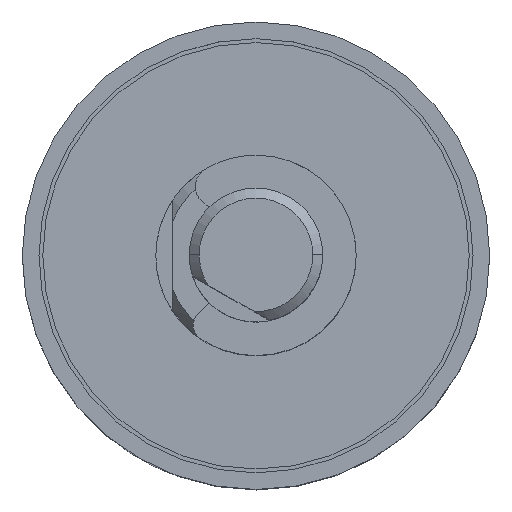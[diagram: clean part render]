
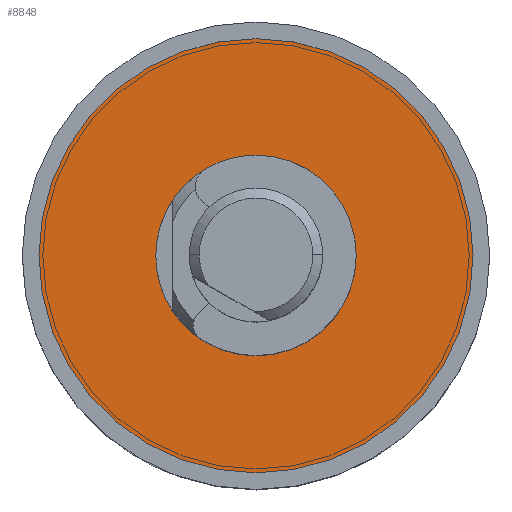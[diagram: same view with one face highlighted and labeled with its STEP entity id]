
A CAD part, top view. The second image highlights one B-rep face of the part: STEP entity #8848.
In plain terms, the highlighted planar face has unit normal (0, 0, 1).
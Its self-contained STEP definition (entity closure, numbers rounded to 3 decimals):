
#202 = CARTESIAN_POINT ( 'NONE',  ( -3., 0., 0.5 ) ) ;
#305 = DIRECTION ( 'NONE',  ( 1., 0., 0. ) ) ;
#369 = CARTESIAN_POINT ( 'NONE',  ( 0., 0., 0.5 ) ) ;
#400 = AXIS2_PLACEMENT_3D ( 'NONE', #2338, #10848, #9859 ) ;
#499 = CIRCLE ( 'NONE', #11451, 6.5 ) ;
#521 = PLANE ( 'NONE',  #400 ) ;
#2107 = EDGE_CURVE ( 'NONE', #11849, #10853, #499, .T. ) ;
#2150 = DIRECTION ( 'NONE',  ( 0., 0., -1. ) ) ;
#2338 = CARTESIAN_POINT ( 'NONE',  ( 3., 0., 0.5 ) ) ;
#2481 = EDGE_LOOP ( 'NONE', ( #4594, #7540 ) ) ;
#2803 = CARTESIAN_POINT ( 'NONE',  ( -6.5, 0., 0.5 ) ) ;
#2864 = EDGE_CURVE ( 'NONE', #10853, #11849, #8285, .T. ) ;
#3004 = CIRCLE ( 'NONE', #12110, 3. ) ;
#3032 = VERTEX_POINT ( 'NONE', #6169 ) ;
#3053 = CIRCLE ( 'NONE', #7403, 3. ) ;
#4594 = ORIENTED_EDGE ( 'NONE', *, *, #2107, .T. ) ;
#5266 = DIRECTION ( 'NONE',  ( 0., 0., -1. ) ) ;
#5430 = CARTESIAN_POINT ( 'NONE',  ( 6.5, 0., 0.5 ) ) ;
#5469 = DIRECTION ( 'NONE',  ( -1., 0., 0. ) ) ;
#5950 = ORIENTED_EDGE ( 'NONE', *, *, #7220, .T. ) ;
#6022 = DIRECTION ( 'NONE',  ( -1., 0., 0. ) ) ;
#6169 = CARTESIAN_POINT ( 'NONE',  ( 3., 0., 0.5 ) ) ;
#6442 = DIRECTION ( 'NONE',  ( 0., 0., 1. ) ) ;
#7157 = AXIS2_PLACEMENT_3D ( 'NONE', #7520, #6442, #8477 ) ;
#7220 = EDGE_CURVE ( 'NONE', #8034, #3032, #3053, .T. ) ;
#7403 = AXIS2_PLACEMENT_3D ( 'NONE', #9715, #2150, #6022 ) ;
#7520 = CARTESIAN_POINT ( 'NONE',  ( 0., 0., 0.5 ) ) ;
#7540 = ORIENTED_EDGE ( 'NONE', *, *, #2864, .T. ) ;
#8034 = VERTEX_POINT ( 'NONE', #202 ) ;
#8285 = CIRCLE ( 'NONE', #7157, 6.5 ) ;
#8477 = DIRECTION ( 'NONE',  ( 1., 0., 0. ) ) ;
#8848 = ADVANCED_FACE ( 'NONE', ( #10321, #10177 ), #521, .T. ) ;
#9667 = EDGE_CURVE ( 'NONE', #3032, #8034, #3004, .T. ) ;
#9715 = CARTESIAN_POINT ( 'NONE',  ( 0., 0., 0.5 ) ) ;
#9815 = CARTESIAN_POINT ( 'NONE',  ( 0., 0., 0.5 ) ) ;
#9859 = DIRECTION ( 'NONE',  ( 1., 0., 0. ) ) ;
#10177 = FACE_OUTER_BOUND ( 'NONE', #2481, .T. ) ;
#10321 = FACE_BOUND ( 'NONE', #11613, .T. ) ;
#10848 = DIRECTION ( 'NONE',  ( 0., 0., 1. ) ) ;
#10853 = VERTEX_POINT ( 'NONE', #2803 ) ;
#11451 = AXIS2_PLACEMENT_3D ( 'NONE', #9815, #11722, #305 ) ;
#11509 = ORIENTED_EDGE ( 'NONE', *, *, #9667, .T. ) ;
#11613 = EDGE_LOOP ( 'NONE', ( #5950, #11509 ) ) ;
#11722 = DIRECTION ( 'NONE',  ( 0., 0., 1. ) ) ;
#11849 = VERTEX_POINT ( 'NONE', #5430 ) ;
#12110 = AXIS2_PLACEMENT_3D ( 'NONE', #369, #5266, #5469 ) ;
